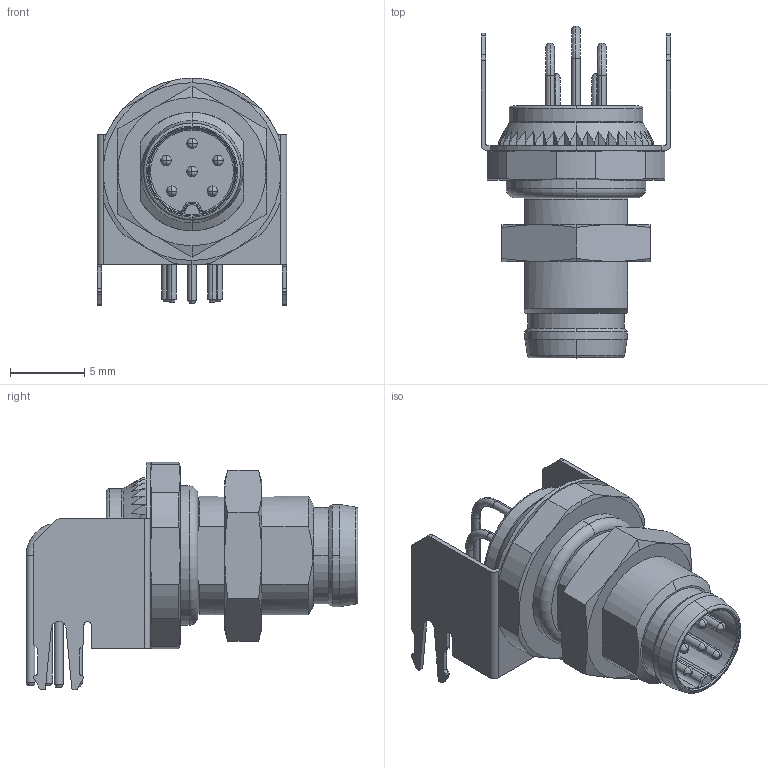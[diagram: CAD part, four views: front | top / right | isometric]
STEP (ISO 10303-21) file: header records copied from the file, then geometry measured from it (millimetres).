
FILE_DESCRIPTION(('SolidDesigner STEP Export'),'2;1');
FILE_NAME('1424244.stp','2012-07-04T10:57:49',(''),(''),'CoCreate Modeling STEP processor for AP214 (Solid Model)','CoCreate Modeling 16.00A 16-Aug-2008 (C) Parametric Technology GmbH','');
FILE_SCHEMA(('AUTOMOTIVE_DESIGN { 1 0 10303 214 1 1 1 1 }'));
Length unit declared in the file: millimetre
Products named in the file (2): 1424244
Assembly tree (1 placements, depth 2):
  1424244
    1424244
Bounding box: 12.8 x 22.4 x 15.35 mm (x, y, z)
Volume: 1057.2 mm3; surface area: 1412.9 mm2
Topology: 1 solids, 1 shells, 463 faces, 1249 edges, 788 vertices
Faces by surface type: plane 177, cylinder 166, cone 60, sphere 24, torus 22, bspline 14
Entity records: 14322 total; most frequent: CARTESIAN_POINT 3413, ORIENTED_EDGE 2450, DIRECTION 2002, EDGE_CURVE 1225, VERTEX_POINT 788, AXIS2_PLACEMENT_3D 724, VECTOR 554, LINE 554
